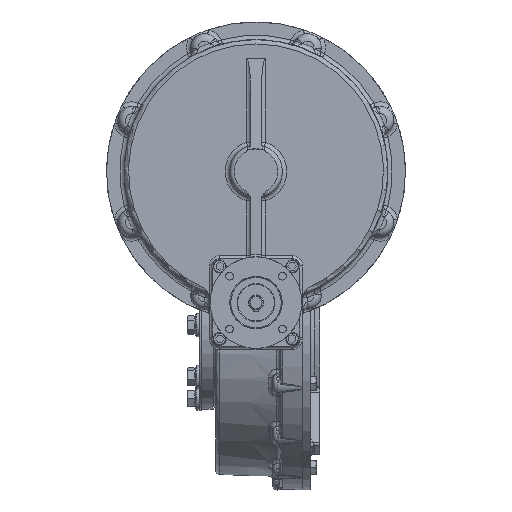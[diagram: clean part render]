
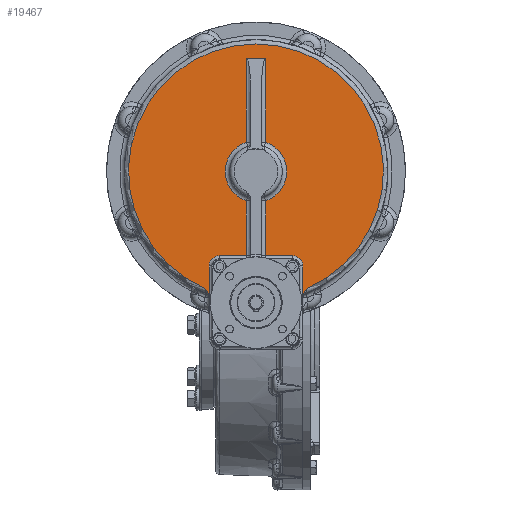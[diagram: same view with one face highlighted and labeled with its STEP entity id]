
A CAD part, left-side view. The second image highlights one B-rep face of the part: STEP entity #19467.
In plain terms, the highlighted planar face has unit normal (-1, 0, 0).
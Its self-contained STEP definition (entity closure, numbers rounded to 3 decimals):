
#551=B_SPLINE_CURVE_WITH_KNOTS('',3,(#37495,#37496,#37497,#37498,#37499,
#37500),.UNSPECIFIED.,.F.,.F.,(4,1,1,4),(0.,0.003,0.007,
0.013),.UNSPECIFIED.);
#553=B_SPLINE_CURVE_WITH_KNOTS('',3,(#37636,#37637,#37638,#37639,#37640,
#37641),.UNSPECIFIED.,.F.,.F.,(4,1,1,4),(0.,0.003,0.007,
0.013),.UNSPECIFIED.);
#1482=LINE('',#32202,#2318);
#1487=LINE('',#32357,#2323);
#1492=LINE('',#32660,#2328);
#1501=LINE('',#32978,#2337);
#1511=LINE('',#33132,#2347);
#1514=LINE('',#33397,#2350);
#1517=LINE('',#37037,#2353);
#1518=LINE('',#37183,#2354);
#1523=LINE('',#37238,#2359);
#2318=VECTOR('',#23643,1000.);
#2323=VECTOR('',#23666,1000.);
#2328=VECTOR('',#23695,1000.);
#2337=VECTOR('',#23730,1000.);
#2347=VECTOR('',#23762,1000.);
#2350=VECTOR('',#23783,1000.);
#2353=VECTOR('',#24170,1000.);
#2354=VECTOR('',#24189,1000.);
#2359=VECTOR('',#24214,1000.);
#3397=PLANE('',#21494);
#5184=ORIENTED_EDGE('',*,*,#10002,.T.);
#5185=ORIENTED_EDGE('',*,*,#9927,.T.);
#5186=ORIENTED_EDGE('',*,*,#10008,.F.);
#5187=ORIENTED_EDGE('',*,*,#9942,.T.);
#5188=ORIENTED_EDGE('',*,*,#10362,.T.);
#5189=ORIENTED_EDGE('',*,*,#9983,.T.);
#5190=ORIENTED_EDGE('',*,*,#10248,.T.);
#5191=ORIENTED_EDGE('',*,*,#10244,.T.);
#5192=ORIENTED_EDGE('',*,*,#10238,.T.);
#5193=ORIENTED_EDGE('',*,*,#10270,.T.);
#5194=ORIENTED_EDGE('',*,*,#10401,.T.);
#5195=ORIENTED_EDGE('',*,*,#10283,.T.);
#5196=ORIENTED_EDGE('',*,*,#10261,.T.);
#5197=ORIENTED_EDGE('',*,*,#10255,.T.);
#5198=ORIENTED_EDGE('',*,*,#9999,.T.);
#5199=ORIENTED_EDGE('',*,*,#9961,.T.);
#9927=EDGE_CURVE('',#12966,#12964,#1482,.F.);
#9942=EDGE_CURVE('',#12975,#12977,#1487,.T.);
#9961=EDGE_CURVE('',#12991,#12990,#1492,.F.);
#9983=EDGE_CURVE('',#13005,#13004,#1501,.T.);
#9999=EDGE_CURVE('',#13014,#12991,#1511,.F.);
#10002=EDGE_CURVE('',#12990,#12966,#14853,.T.);
#10008=EDGE_CURVE('',#12975,#12964,#1514,.T.);
#10238=EDGE_CURVE('',#13176,#13178,#1517,.F.);
#10244=EDGE_CURVE('',#13181,#13176,#15007,.T.);
#10248=EDGE_CURVE('',#13004,#13181,#1518,.F.);
#10255=EDGE_CURVE('',#13187,#13014,#15013,.T.);
#10261=EDGE_CURVE('',#13193,#13187,#1523,.F.);
#10270=EDGE_CURVE('',#13178,#13198,#551,.T.);
#10283=EDGE_CURVE('',#13207,#13193,#553,.F.);
#10362=EDGE_CURVE('',#12977,#13005,#15061,.T.);
#10401=EDGE_CURVE('',#13198,#13207,#15079,.F.);
#12964=VERTEX_POINT('',#32200);
#12966=VERTEX_POINT('',#32203);
#12975=VERTEX_POINT('',#32352);
#12977=VERTEX_POINT('',#32356);
#12990=VERTEX_POINT('',#32657);
#12991=VERTEX_POINT('',#32661);
#13004=VERTEX_POINT('',#32971);
#13005=VERTEX_POINT('',#32975);
#13014=VERTEX_POINT('',#33133);
#13176=VERTEX_POINT('',#37032);
#13178=VERTEX_POINT('',#37036);
#13181=VERTEX_POINT('',#37142);
#13187=VERTEX_POINT('',#37193);
#13193=VERTEX_POINT('',#37239);
#13198=VERTEX_POINT('',#37494);
#13207=VERTEX_POINT('',#37642);
#14853=CIRCLE('',#21136,42.);
#15007=CIRCLE('',#21339,14.);
#15013=CIRCLE('',#21348,14.);
#15061=CIRCLE('',#21452,42.);
#15079=CIRCLE('',#21493,174.);
#16321=EDGE_LOOP('',(#5184,#5185,#5186,#5187,#5188,#5189,#5190,#5191,#5192,
#5193,#5194,#5195,#5196,#5197,#5198,#5199));
#17797=FACE_BOUND('',#16321,.T.);
#19467=ADVANCED_FACE('',(#17797),#3397,.F.);
#21136=AXIS2_PLACEMENT_3D('',#33137,#23769,#23770);
#21339=AXIS2_PLACEMENT_3D('',#37145,#24181,#24182);
#21348=AXIS2_PLACEMENT_3D('',#37196,#24203,#24204);
#21452=AXIS2_PLACEMENT_3D('',#37970,#24454,#24455);
#21493=AXIS2_PLACEMENT_3D('',#38050,#24557,#24558);
#21494=AXIS2_PLACEMENT_3D('',#38051,#24559,#24560);
#23643=DIRECTION('',(0.,0.,-1.));
#23666=DIRECTION('',(0.,0.,-1.));
#23695=DIRECTION('',(0.,0.,-1.));
#23730=DIRECTION('',(0.,0.,-1.));
#23762=DIRECTION('',(0.,1.,0.));
#23769=DIRECTION('',(1.,0.,0.));
#23770=DIRECTION('',(0.,0.,-1.));
#23783=DIRECTION('',(0.,1.,0.));
#24170=DIRECTION('',(0.,0.,1.));
#24181=DIRECTION('',(1.,0.,0.));
#24182=DIRECTION('',(0.,0.,-1.));
#24189=DIRECTION('',(0.,1.,0.));
#24203=DIRECTION('',(1.,0.,0.));
#24204=DIRECTION('',(0.,0.,-1.));
#24214=DIRECTION('',(0.,0.,-1.));
#24454=DIRECTION('',(1.,0.,0.));
#24455=DIRECTION('',(0.,0.,-1.));
#24557=DIRECTION('',(1.,0.,0.));
#24558=DIRECTION('',(0.,0.,-1.));
#24559=DIRECTION('',(1.,0.,0.));
#24560=DIRECTION('',(0.,0.,-1.));
#32200=CARTESIAN_POINT('',(-339.44,30.1,363.55));
#32202=CARTESIAN_POINT('',(-339.44,30.1,363.55));
#32203=CARTESIAN_POINT('',(-339.44,30.1,249.487));
#32352=CARTESIAN_POINT('',(-339.44,4.1,363.55));
#32356=CARTESIAN_POINT('',(-339.44,4.1,249.487));
#32357=CARTESIAN_POINT('',(-339.44,4.1,209.55));
#32657=CARTESIAN_POINT('',(-339.44,30.1,169.613));
#32660=CARTESIAN_POINT('',(-339.44,30.1,168.137));
#32661=CARTESIAN_POINT('',(-339.44,30.1,94.59));
#32971=CARTESIAN_POINT('',(-339.44,4.1,94.59));
#32975=CARTESIAN_POINT('',(-339.44,4.1,169.613));
#32978=CARTESIAN_POINT('',(-339.44,4.1,209.55));
#33132=CARTESIAN_POINT('',(-339.44,-32.9,94.59));
#33133=CARTESIAN_POINT('',(-339.44,67.1,94.59));
#33137=CARTESIAN_POINT('',(-339.44,17.1,209.55));
#33397=CARTESIAN_POINT('',(-339.44,17.1,363.55));
#37032=CARTESIAN_POINT('',(-339.44,-46.9,80.59));
#37036=CARTESIAN_POINT('',(-339.44,-46.9,38.961));
#37037=CARTESIAN_POINT('',(-339.44,-46.9,-19.41));
#37142=CARTESIAN_POINT('',(-339.44,-32.9,94.59));
#37145=CARTESIAN_POINT('',(-339.44,-32.9,80.59));
#37183=CARTESIAN_POINT('',(-339.44,-32.9,94.59));
#37193=CARTESIAN_POINT('',(-339.44,81.1,80.59));
#37196=CARTESIAN_POINT('',(-339.44,67.1,80.59));
#37238=CARTESIAN_POINT('',(-339.44,81.1,80.59));
#37239=CARTESIAN_POINT('',(-339.44,81.1,38.961));
#37494=CARTESIAN_POINT('',(-339.44,-52.9,50.252));
#37495=CARTESIAN_POINT('',(-339.44,-46.9,38.961));
#37496=CARTESIAN_POINT('',(-339.44,-46.9,40.062));
#37497=CARTESIAN_POINT('',(-339.44,-47.335,42.222));
#37498=CARTESIAN_POINT('',(-339.44,-49.33,46.1));
#37499=CARTESIAN_POINT('',(-339.44,-51.494,48.596));
#37500=CARTESIAN_POINT('',(-339.44,-52.9,50.252));
#37636=CARTESIAN_POINT('',(-339.44,81.1,38.961));
#37637=CARTESIAN_POINT('',(-339.44,81.1,40.062));
#37638=CARTESIAN_POINT('',(-339.44,81.535,42.222));
#37639=CARTESIAN_POINT('',(-339.44,83.53,46.1));
#37640=CARTESIAN_POINT('',(-339.44,85.694,48.596));
#37641=CARTESIAN_POINT('',(-339.44,87.1,50.252));
#37642=CARTESIAN_POINT('',(-339.44,87.1,50.252));
#37970=CARTESIAN_POINT('',(-339.44,17.1,209.55));
#38050=CARTESIAN_POINT('',(-339.44,17.1,209.55));
#38051=CARTESIAN_POINT('',(-339.44,17.1,209.55));
